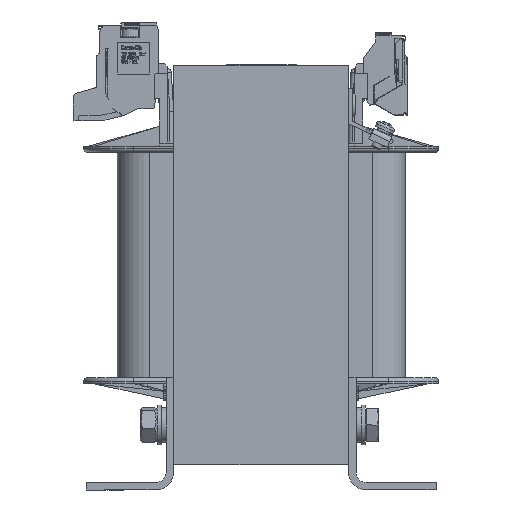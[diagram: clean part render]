
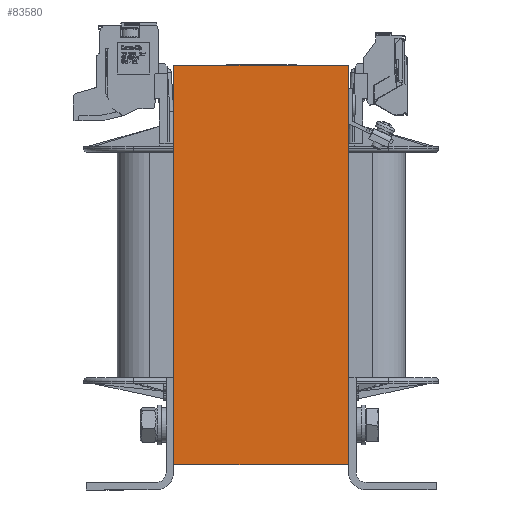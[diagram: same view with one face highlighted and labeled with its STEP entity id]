
A CAD part, left-side view. The second image highlights one B-rep face of the part: STEP entity #83580.
In plain terms, the highlighted planar face has unit normal (-1, 0, 0).
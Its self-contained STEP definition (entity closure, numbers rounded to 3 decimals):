
#1198=PLANE('',#88548);
#4783=FACE_OUTER_BOUND('',#9299,.T.);
#9299=EDGE_LOOP('',(#58083,#58084,#58085,#58086));
#14008=LINE('',#117452,#24808);
#14010=LINE('',#117457,#24810);
#14011=LINE('',#117458,#24811);
#14012=LINE('',#117459,#24812);
#24808=VECTOR('',#94692,10.);
#24810=VECTOR('',#94696,10.);
#24811=VECTOR('',#94697,10.);
#24812=VECTOR('',#94698,10.);
#37019=VERTEX_POINT('',#117449);
#37020=VERTEX_POINT('',#117451);
#37021=VERTEX_POINT('',#117455);
#37022=VERTEX_POINT('',#117456);
#45283=EDGE_CURVE('',#37020,#37019,#14008,.T.);
#45285=EDGE_CURVE('',#37021,#37022,#14010,.T.);
#45286=EDGE_CURVE('',#37022,#37020,#14011,.T.);
#45287=EDGE_CURVE('',#37021,#37019,#14012,.T.);
#58083=ORIENTED_EDGE('',*,*,#45285,.T.);
#58084=ORIENTED_EDGE('',*,*,#45286,.T.);
#58085=ORIENTED_EDGE('',*,*,#45283,.T.);
#58086=ORIENTED_EDGE('',*,*,#45287,.F.);
#83580=ADVANCED_FACE('',(#4783),#1198,.T.);
#88548=AXIS2_PLACEMENT_3D('',#117454,#94694,#94695);
#94692=DIRECTION('',(0.,0.,1.));
#94694=DIRECTION('center_axis',(-1.,0.,0.));
#94695=DIRECTION('ref_axis',(0.,0.,1.));
#94696=DIRECTION('',(0.,0.,-1.));
#94697=DIRECTION('',(0.,-1.,0.));
#94698=DIRECTION('',(0.,-1.,0.));
#117449=CARTESIAN_POINT('',(-96.,-35.,80.));
#117451=CARTESIAN_POINT('',(-96.,-35.,-80.));
#117452=CARTESIAN_POINT('',(-96.,-35.,80.));
#117454=CARTESIAN_POINT('Origin',(-96.,0.,80.));
#117455=CARTESIAN_POINT('',(-96.,35.,80.));
#117456=CARTESIAN_POINT('',(-96.,35.,-80.));
#117457=CARTESIAN_POINT('',(-96.,35.,80.));
#117458=CARTESIAN_POINT('',(-96.,0.,-80.));
#117459=CARTESIAN_POINT('',(-96.,0.,80.));
